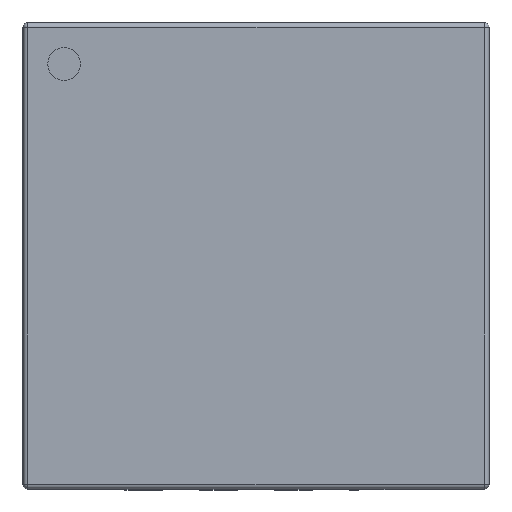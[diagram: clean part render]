
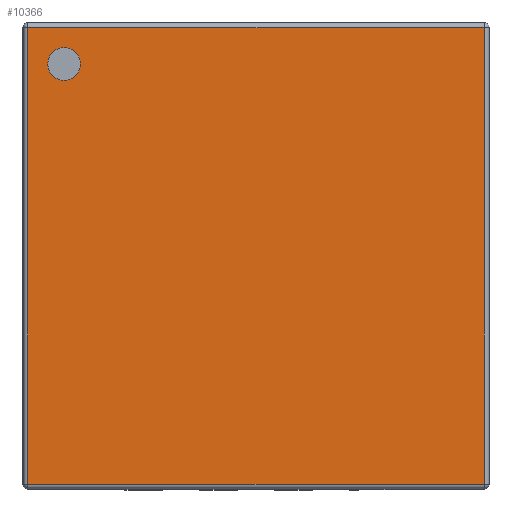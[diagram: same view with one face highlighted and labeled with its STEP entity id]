
A CAD part, top view. The second image highlights one B-rep face of the part: STEP entity #10366.
In plain terms, the highlighted planar face has unit normal (0, 0, 1).
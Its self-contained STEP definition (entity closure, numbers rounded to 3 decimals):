
#2971 = CYLINDRICAL_SURFACE('',#2972,0.05);
#2972 = AXIS2_PLACEMENT_3D('',#2973,#2974,#2975);
#2973 = CARTESIAN_POINT('',(2.44,-2.44,0.83));
#2974 = DIRECTION('',(0.,1.,0.));
#2975 = DIRECTION('',(0.,0.,1.));
#8743 = VERTEX_POINT('',#8744);
#8744 = CARTESIAN_POINT('',(2.44,-2.44,0.88));
#8766 = VERTEX_POINT('',#8767);
#8767 = CARTESIAN_POINT('',(2.44,2.44,0.88));
#8792 = EDGE_CURVE('',#8743,#8766,#8793,.T.);
#8793 = SURFACE_CURVE('',#8794,(#8798,#8805),.PCURVE_S1.);
#8794 = LINE('',#8795,#8796);
#8795 = CARTESIAN_POINT('',(2.44,-2.44,0.88));
#8796 = VECTOR('',#8797,1.);
#8797 = DIRECTION('',(0.,1.,0.));
#8798 = PCURVE('',#2971,#8799);
#8799 = DEFINITIONAL_REPRESENTATION('',(#8800),#8804);
#8800 = LINE('',#8801,#8802);
#8801 = CARTESIAN_POINT('',(0.,0.));
#8802 = VECTOR('',#8803,1.);
#8803 = DIRECTION('',(0.,1.));
#8804 = ( GEOMETRIC_REPRESENTATION_CONTEXT(2) 
PARAMETRIC_REPRESENTATION_CONTEXT() REPRESENTATION_CONTEXT('2D SPACE',''
  ) );
#8805 = PCURVE('',#8806,#8811);
#8806 = PLANE('',#8807);
#8807 = AXIS2_PLACEMENT_3D('',#8808,#8809,#8810);
#8808 = CARTESIAN_POINT('',(-2.49,-2.49,0.88));
#8809 = DIRECTION('',(0.,0.,1.));
#8810 = DIRECTION('',(1.,0.,0.));
#8811 = DEFINITIONAL_REPRESENTATION('',(#8812),#8816);
#8812 = LINE('',#8813,#8814);
#8813 = CARTESIAN_POINT('',(4.93,0.05));
#8814 = VECTOR('',#8815,1.);
#8815 = DIRECTION('',(0.,1.));
#8816 = ( GEOMETRIC_REPRESENTATION_CONTEXT(2) 
PARAMETRIC_REPRESENTATION_CONTEXT() REPRESENTATION_CONTEXT('2D SPACE',''
  ) );
#9014 = CYLINDRICAL_SURFACE('',#9015,0.05);
#9015 = AXIS2_PLACEMENT_3D('',#9016,#9017,#9018);
#9016 = CARTESIAN_POINT('',(-2.44,2.44,0.83));
#9017 = DIRECTION('',(-0.,-1.,-0.));
#9018 = DIRECTION('',(-1.,0.,0.));
#9210 = CYLINDRICAL_SURFACE('',#9211,0.05);
#9211 = AXIS2_PLACEMENT_3D('',#9212,#9213,#9214);
#9212 = CARTESIAN_POINT('',(-2.49,-2.44,0.83));
#9213 = DIRECTION('',(1.,0.,0.));
#9214 = DIRECTION('',(0.,-1.,0.));
#9875 = CYLINDRICAL_SURFACE('',#9876,0.05);
#9876 = AXIS2_PLACEMENT_3D('',#9877,#9878,#9879);
#9877 = CARTESIAN_POINT('',(-2.49,2.44,0.83));
#9878 = DIRECTION('',(1.,0.,0.));
#9879 = DIRECTION('',(0.,1.,0.));
#10366 = ADVANCED_FACE('',(#10367,#10437),#8806,.T.);
#10367 = FACE_BOUND('',#10368,.T.);
#10368 = EDGE_LOOP('',(#10369,#10392,#10393,#10416));
#10369 = ORIENTED_EDGE('',*,*,#10370,.T.);
#10370 = EDGE_CURVE('',#10371,#8743,#10373,.T.);
#10371 = VERTEX_POINT('',#10372);
#10372 = CARTESIAN_POINT('',(-2.44,-2.44,0.88));
#10373 = SURFACE_CURVE('',#10374,(#10378,#10385),.PCURVE_S1.);
#10374 = LINE('',#10375,#10376);
#10375 = CARTESIAN_POINT('',(-2.49,-2.44,0.88));
#10376 = VECTOR('',#10377,1.);
#10377 = DIRECTION('',(1.,0.,0.));
#10378 = PCURVE('',#8806,#10379);
#10379 = DEFINITIONAL_REPRESENTATION('',(#10380),#10384);
#10380 = LINE('',#10381,#10382);
#10381 = CARTESIAN_POINT('',(0.,0.05));
#10382 = VECTOR('',#10383,1.);
#10383 = DIRECTION('',(1.,0.));
#10384 = ( GEOMETRIC_REPRESENTATION_CONTEXT(2) 
PARAMETRIC_REPRESENTATION_CONTEXT() REPRESENTATION_CONTEXT('2D SPACE',''
  ) );
#10385 = PCURVE('',#9210,#10386);
#10386 = DEFINITIONAL_REPRESENTATION('',(#10387),#10391);
#10387 = LINE('',#10388,#10389);
#10388 = CARTESIAN_POINT('',(-1.571,0.));
#10389 = VECTOR('',#10390,1.);
#10390 = DIRECTION('',(-0.,1.));
#10391 = ( GEOMETRIC_REPRESENTATION_CONTEXT(2) 
PARAMETRIC_REPRESENTATION_CONTEXT() REPRESENTATION_CONTEXT('2D SPACE',''
  ) );
#10392 = ORIENTED_EDGE('',*,*,#8792,.T.);
#10393 = ORIENTED_EDGE('',*,*,#10394,.F.);
#10394 = EDGE_CURVE('',#10395,#8766,#10397,.T.);
#10395 = VERTEX_POINT('',#10396);
#10396 = CARTESIAN_POINT('',(-2.44,2.44,0.88));
#10397 = SURFACE_CURVE('',#10398,(#10402,#10409),.PCURVE_S1.);
#10398 = LINE('',#10399,#10400);
#10399 = CARTESIAN_POINT('',(-2.49,2.44,0.88));
#10400 = VECTOR('',#10401,1.);
#10401 = DIRECTION('',(1.,0.,0.));
#10402 = PCURVE('',#8806,#10403);
#10403 = DEFINITIONAL_REPRESENTATION('',(#10404),#10408);
#10404 = LINE('',#10405,#10406);
#10405 = CARTESIAN_POINT('',(0.,4.93));
#10406 = VECTOR('',#10407,1.);
#10407 = DIRECTION('',(1.,0.));
#10408 = ( GEOMETRIC_REPRESENTATION_CONTEXT(2) 
PARAMETRIC_REPRESENTATION_CONTEXT() REPRESENTATION_CONTEXT('2D SPACE',''
  ) );
#10409 = PCURVE('',#9875,#10410);
#10410 = DEFINITIONAL_REPRESENTATION('',(#10411),#10415);
#10411 = LINE('',#10412,#10413);
#10412 = CARTESIAN_POINT('',(1.571,0.));
#10413 = VECTOR('',#10414,1.);
#10414 = DIRECTION('',(0.,1.));
#10415 = ( GEOMETRIC_REPRESENTATION_CONTEXT(2) 
PARAMETRIC_REPRESENTATION_CONTEXT() REPRESENTATION_CONTEXT('2D SPACE',''
  ) );
#10416 = ORIENTED_EDGE('',*,*,#10417,.T.);
#10417 = EDGE_CURVE('',#10395,#10371,#10418,.T.);
#10418 = SURFACE_CURVE('',#10419,(#10423,#10430),.PCURVE_S1.);
#10419 = LINE('',#10420,#10421);
#10420 = CARTESIAN_POINT('',(-2.44,2.44,0.88));
#10421 = VECTOR('',#10422,1.);
#10422 = DIRECTION('',(-0.,-1.,-0.));
#10423 = PCURVE('',#8806,#10424);
#10424 = DEFINITIONAL_REPRESENTATION('',(#10425),#10429);
#10425 = LINE('',#10426,#10427);
#10426 = CARTESIAN_POINT('',(0.05,4.93));
#10427 = VECTOR('',#10428,1.);
#10428 = DIRECTION('',(-0.,-1.));
#10429 = ( GEOMETRIC_REPRESENTATION_CONTEXT(2) 
PARAMETRIC_REPRESENTATION_CONTEXT() REPRESENTATION_CONTEXT('2D SPACE',''
  ) );
#10430 = PCURVE('',#9014,#10431);
#10431 = DEFINITIONAL_REPRESENTATION('',(#10432),#10436);
#10432 = LINE('',#10433,#10434);
#10433 = CARTESIAN_POINT('',(-1.571,0.));
#10434 = VECTOR('',#10435,1.);
#10435 = DIRECTION('',(-0.,1.));
#10436 = ( GEOMETRIC_REPRESENTATION_CONTEXT(2) 
PARAMETRIC_REPRESENTATION_CONTEXT() REPRESENTATION_CONTEXT('2D SPACE',''
  ) );
#10437 = FACE_BOUND('',#10438,.T.);
#10438 = EDGE_LOOP('',(#10439));
#10439 = ORIENTED_EDGE('',*,*,#10440,.F.);
#10440 = EDGE_CURVE('',#10441,#10441,#10443,.T.);
#10441 = VERTEX_POINT('',#10442);
#10442 = CARTESIAN_POINT('',(-1.875,-2.05,0.88));
#10443 = SURFACE_CURVE('',#10444,(#10449,#10456),.PCURVE_S1.);
#10444 = CIRCLE('',#10445,0.175);
#10445 = AXIS2_PLACEMENT_3D('',#10446,#10447,#10448);
#10446 = CARTESIAN_POINT('',(-2.05,-2.05,0.88));
#10447 = DIRECTION('',(0.,0.,1.));
#10448 = DIRECTION('',(1.,0.,0.));
#10449 = PCURVE('',#8806,#10450);
#10450 = DEFINITIONAL_REPRESENTATION('',(#10451),#10455);
#10451 = CIRCLE('',#10452,0.175);
#10452 = AXIS2_PLACEMENT_2D('',#10453,#10454);
#10453 = CARTESIAN_POINT('',(0.44,0.44));
#10454 = DIRECTION('',(1.,0.));
#10455 = ( GEOMETRIC_REPRESENTATION_CONTEXT(2) 
PARAMETRIC_REPRESENTATION_CONTEXT() REPRESENTATION_CONTEXT('2D SPACE',''
  ) );
#10456 = PCURVE('',#10457,#10462);
#10457 = CYLINDRICAL_SURFACE('',#10458,0.175);
#10458 = AXIS2_PLACEMENT_3D('',#10459,#10460,#10461);
#10459 = CARTESIAN_POINT('',(-2.05,-2.05,0.88));
#10460 = DIRECTION('',(-0.,-0.,-1.));
#10461 = DIRECTION('',(1.,0.,0.));
#10462 = DEFINITIONAL_REPRESENTATION('',(#10463),#10467);
#10463 = LINE('',#10464,#10465);
#10464 = CARTESIAN_POINT('',(-0.,0.));
#10465 = VECTOR('',#10466,1.);
#10466 = DIRECTION('',(-1.,0.));
#10467 = ( GEOMETRIC_REPRESENTATION_CONTEXT(2) 
PARAMETRIC_REPRESENTATION_CONTEXT() REPRESENTATION_CONTEXT('2D SPACE',''
  ) );
